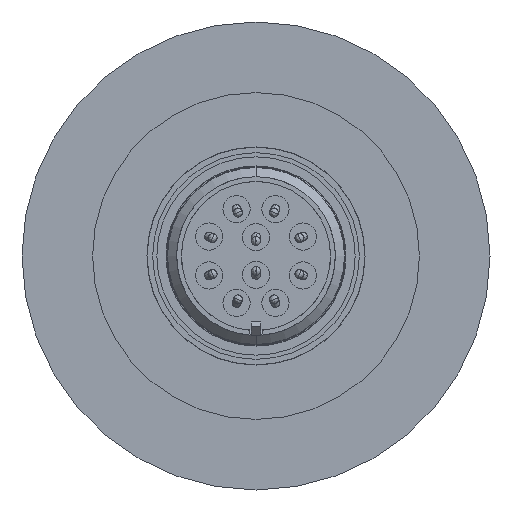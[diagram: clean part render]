
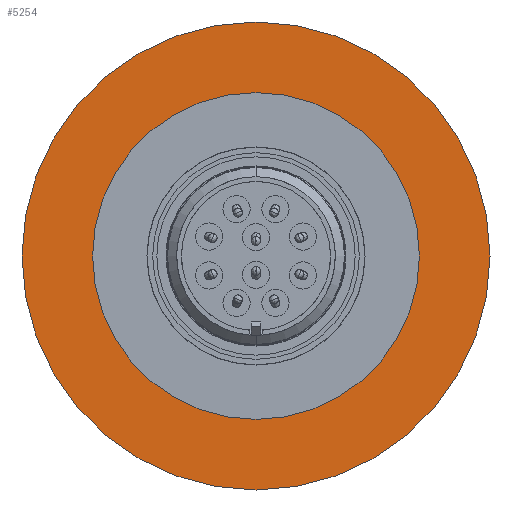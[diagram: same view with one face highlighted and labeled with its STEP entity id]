
A CAD part, front view. The second image highlights one B-rep face of the part: STEP entity #5254.
In plain terms, the highlighted planar face has unit normal (0, -1, 0).
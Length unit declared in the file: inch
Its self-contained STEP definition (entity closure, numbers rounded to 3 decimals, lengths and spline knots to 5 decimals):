
#38 = AXIS2_PLACEMENT_3D ( 'NONE', #1746, #1747, #1748 ) ;
#54 = AXIS2_PLACEMENT_3D ( 'NONE', #15464, #15465, #15466 ) ;
#198 = AXIS2_PLACEMENT_3D ( 'NONE', #2220, #2221, #2222 ) ;
#278 = DIRECTION ( 'NONE',  ( 0., 0., 1. ) ) ;
#488 = CIRCLE ( 'NONE', #15588, 1.03 ) ;
#898 = FACE_BOUND ( 'NONE', #21927, .T. ) ;
#906 = FACE_OUTER_BOUND ( 'NONE', #21934, .T. ) ;
#1746 = CARTESIAN_POINT ( 'NONE',  ( 0., 2.37065, 0. ) ) ;
#1747 = DIRECTION ( 'NONE',  ( 0., 1., 0. ) ) ;
#1748 = DIRECTION ( 'NONE',  ( 0., 0., 1. ) ) ;
#2220 = CARTESIAN_POINT ( 'NONE',  ( 0., 2.37065, 0. ) ) ;
#2221 = DIRECTION ( 'NONE',  ( 0., 1., 0. ) ) ;
#2222 = DIRECTION ( 'NONE',  ( 0., 0., 1. ) ) ;
#2581 = EDGE_CURVE ( 'NONE', #17792, #17575, #488, .T. ) ;
#5254 = ADVANCED_FACE ( 'NONE', ( #898, #906 ), #9638, .T. ) ;
#5416 = AXIS2_PLACEMENT_3D ( 'NONE', #9635, #9640, #9641 ) ;
#8454 = EDGE_CURVE ( 'NONE', #17710, #17632, #15987, .T. ) ;
#9635 = CARTESIAN_POINT ( 'NONE',  ( -1.475, 2.37065, 0. ) ) ;
#9638 = PLANE ( 'NONE',  #5416 ) ;
#9640 = DIRECTION ( 'NONE',  ( 0., -1., 0. ) ) ;
#9641 = DIRECTION ( 'NONE',  ( 0., 0., -1. ) ) ;
#11925 = DIRECTION ( 'NONE',  ( 0., 1., 0. ) ) ;
#13281 = CARTESIAN_POINT ( 'NONE',  ( 0., 2.37065, 1.03 ) ) ;
#13336 = CARTESIAN_POINT ( 'NONE',  ( 0., 2.37065, -1.475 ) ) ;
#13378 = CARTESIAN_POINT ( 'NONE',  ( 0., 2.37065, 1.475 ) ) ;
#13419 = CARTESIAN_POINT ( 'NONE',  ( 0., 2.37065, -1.03 ) ) ;
#14548 = CIRCLE ( 'NONE', #38, 1.03 ) ;
#14596 = CIRCLE ( 'NONE', #54, 1.475 ) ;
#15464 = CARTESIAN_POINT ( 'NONE',  ( 0., 2.37065, 0. ) ) ;
#15465 = DIRECTION ( 'NONE',  ( 0., 1., 0. ) ) ;
#15466 = DIRECTION ( 'NONE',  ( 0., 0., 1. ) ) ;
#15588 = AXIS2_PLACEMENT_3D ( 'NONE', #19231, #11925, #278 ) ;
#15987 = CIRCLE ( 'NONE', #198, 1.475 ) ;
#17575 = VERTEX_POINT ( 'NONE', #13281 ) ;
#17632 = VERTEX_POINT ( 'NONE', #13336 ) ;
#17710 = VERTEX_POINT ( 'NONE', #13378 ) ;
#17792 = VERTEX_POINT ( 'NONE', #13419 ) ;
#18695 = ORIENTED_EDGE ( 'NONE', *, *, #20620, .T. ) ;
#18696 = ORIENTED_EDGE ( 'NONE', *, *, #2581, .T. ) ;
#18697 = ORIENTED_EDGE ( 'NONE', *, *, #8454, .F. ) ;
#18698 = ORIENTED_EDGE ( 'NONE', *, *, #20653, .F. ) ;
#19231 = CARTESIAN_POINT ( 'NONE',  ( 0., 2.37065, 0. ) ) ;
#20620 = EDGE_CURVE ( 'NONE', #17575, #17792, #14548, .T. ) ;
#20653 = EDGE_CURVE ( 'NONE', #17632, #17710, #14596, .T. ) ;
#21927 = EDGE_LOOP ( 'NONE', ( #18695, #18696 ) ) ;
#21934 = EDGE_LOOP ( 'NONE', ( #18697, #18698 ) ) ;
